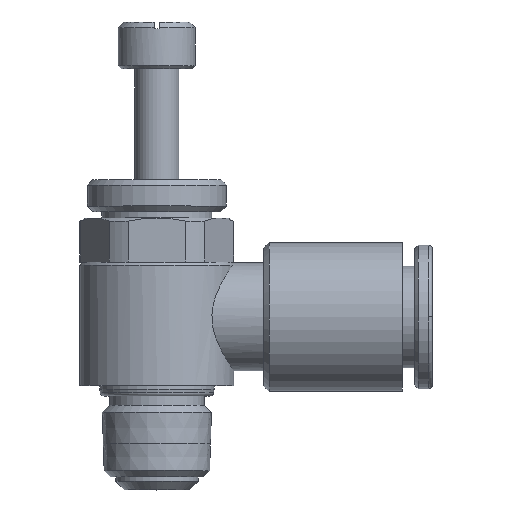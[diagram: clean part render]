
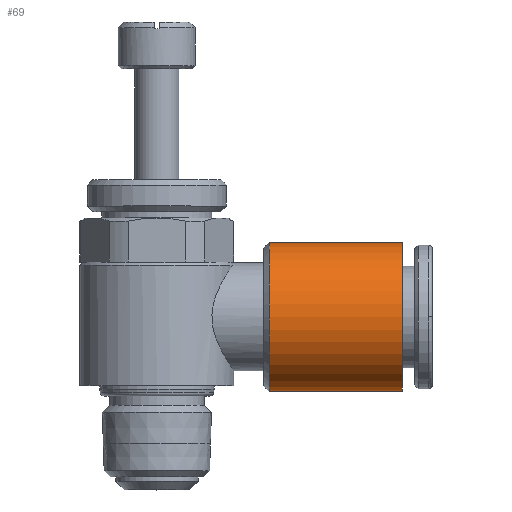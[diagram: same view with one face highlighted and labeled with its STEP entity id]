
A CAD part, top view. The second image highlights one B-rep face of the part: STEP entity #69.
In plain terms, the highlighted cylindrical face has radius 6.75 mm (diameter 13.5 mm), a partial arc.
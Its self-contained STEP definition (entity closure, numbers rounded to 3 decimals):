
#69=ADVANCED_FACE('',(#208),#209,.T.);
#208=FACE_OUTER_BOUND('',#452,.T.);
#209=CYLINDRICAL_SURFACE('',#453,6.75);
#452=EDGE_LOOP('',(#819,#820,#821,#822));
#453=AXIS2_PLACEMENT_3D('',#823,#824,#825);
#819=ORIENTED_EDGE('',*,*,#1599,.F.);
#820=ORIENTED_EDGE('',*,*,#1600,.T.);
#821=ORIENTED_EDGE('',*,*,#1601,.F.);
#822=ORIENTED_EDGE('',*,*,#1602,.F.);
#823=CARTESIAN_POINT('',(16.25,6.225,0.0));
#824=DIRECTION('',(1.0,0.0,0.0));
#825=DIRECTION('',(0.0,1.0,0.0));
#1599=EDGE_CURVE('',#1934,#1935,#1936,.T.);
#1600=EDGE_CURVE('',#1934,#1937,#1938,.T.);
#1601=EDGE_CURVE('',#1939,#1937,#1940,.T.);
#1602=EDGE_CURVE('',#1935,#1939,#1941,.T.);
#1934=VERTEX_POINT('',#2494);
#1935=VERTEX_POINT('',#2495);
#1936=LINE('',#2496,#2497);
#1937=VERTEX_POINT('',#2498);
#1938=CIRCLE('',#2499,6.75);
#1939=VERTEX_POINT('',#2500);
#1940=LINE('',#2501,#2502);
#1941=CIRCLE('',#2503,6.75);
#2494=CARTESIAN_POINT('',(10.2,12.975,0.0));
#2495=CARTESIAN_POINT('',(22.3,12.975,0.0));
#2496=CARTESIAN_POINT('',(16.25,12.975,0.));
#2497=VECTOR('',#3255,1.0);
#2498=CARTESIAN_POINT('',(10.2,-0.525,0.));
#2499=AXIS2_PLACEMENT_3D('',#3256,#3257,#3258);
#2500=CARTESIAN_POINT('',(22.3,-0.525,0.));
#2501=CARTESIAN_POINT('',(16.25,-0.525,0.));
#2502=VECTOR('',#3259,1.0);
#2503=AXIS2_PLACEMENT_3D('',#3260,#3261,#3262);
#3255=DIRECTION('',(1.0,0.0,0.0));
#3256=CARTESIAN_POINT('',(10.2,6.225,0.0));
#3257=DIRECTION('',(1.0,0.0,0.0));
#3258=DIRECTION('',(0.0,1.0,0.0));
#3259=DIRECTION('',(-1.0,-0.0,-0.0));
#3260=CARTESIAN_POINT('',(22.3,6.225,0.0));
#3261=DIRECTION('',(1.0,0.0,0.0));
#3262=DIRECTION('',(0.0,1.0,0.0));
